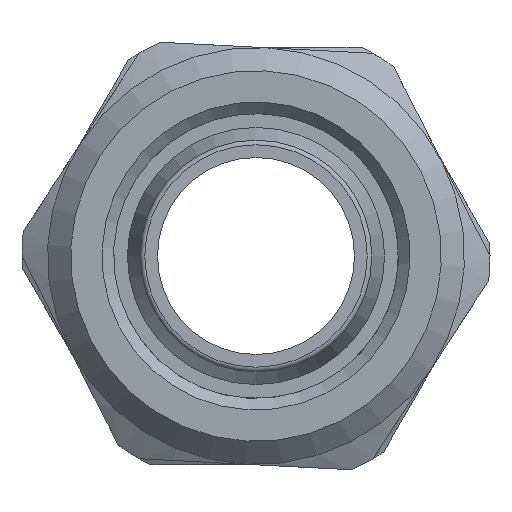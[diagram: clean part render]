
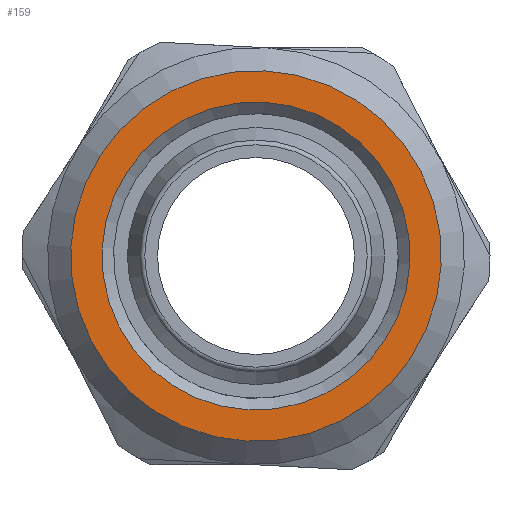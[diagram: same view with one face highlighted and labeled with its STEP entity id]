
A CAD part, front view. The second image highlights one B-rep face of the part: STEP entity #159.
In plain terms, the highlighted planar face has unit normal (0, -1, 0).
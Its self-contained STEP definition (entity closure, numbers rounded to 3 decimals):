
#159 = ADVANCED_FACE( 'NONE', ( #375, #376 ), #377, .T. );
#375 = FACE_OUTER_BOUND( '', #656, .T. );
#376 = FACE_BOUND( '', #657, .T. );
#377 = PLANE( '', #658 );
#656 = EDGE_LOOP( '', ( #1070 ) );
#657 = EDGE_LOOP( '', ( #1071 ) );
#658 = AXIS2_PLACEMENT_3D( '', #1072, #1073, #1074 );
#1070 = ORIENTED_EDGE( '', *, *, #1590, .F. );
#1071 = ORIENTED_EDGE( '', *, *, #1571, .T. );
#1072 = CARTESIAN_POINT( '', ( 4.356, 3., 6.71 ) );
#1073 = DIRECTION( '', ( 0., -1., 0. ) );
#1074 = DIRECTION( '', ( 0., 0., -1. ) );
#1571 = EDGE_CURVE( 'NONE', #1879, #1879, #1880, .T. );
#1590 = EDGE_CURVE( 'NONE', #1907, #1907, #1908, .T. );
#1879 = VERTEX_POINT( '', #2432 );
#1880 = CIRCLE( '', #2433, 6.65 );
#1907 = VERTEX_POINT( '', #2487 );
#1908 = CIRCLE( '', #2488, 8. );
#2432 = CARTESIAN_POINT( '', ( -5.578, 3., 3.621 ) );
#2433 = AXIS2_PLACEMENT_3D( '', #2838, #2839, #2840 );
#2487 = CARTESIAN_POINT( '', ( -6.71, 3., 4.356 ) );
#2488 = AXIS2_PLACEMENT_3D( '', #2859, #2860, #2861 );
#2838 = CARTESIAN_POINT( '', ( 0., 3., 0. ) );
#2839 = DIRECTION( '', ( 0., 1., 0. ) );
#2840 = DIRECTION( '', ( -0.839, 0., 0.544 ) );
#2859 = CARTESIAN_POINT( '', ( 0., 3., 0. ) );
#2860 = DIRECTION( '', ( 0., 1., 0. ) );
#2861 = DIRECTION( '', ( -0.839, 0., 0.544 ) );
